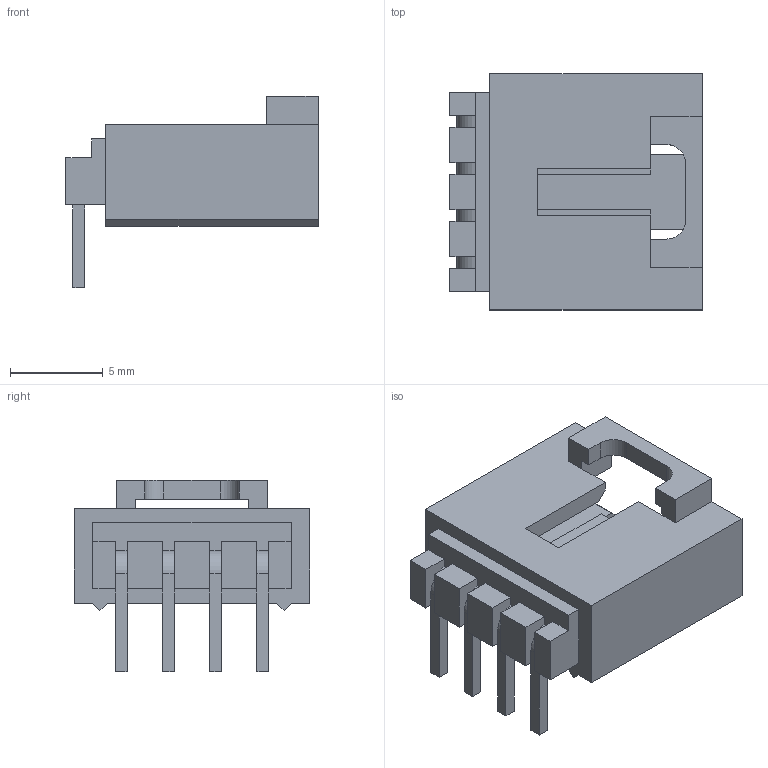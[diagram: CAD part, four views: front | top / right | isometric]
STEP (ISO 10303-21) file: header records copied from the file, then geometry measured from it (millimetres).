
FILE_DESCRIPTION(('FreeCAD Model'),'2;1');
FILE_NAME('PinHeader_1x04_P2_54mm_Horizontal_Latch.step', '2019-04-19T13:24:22',('kicad StepUp'),('ksu MCAD'), 'Open CASCADE STEP processor 7.3','FreeCAD','Unknown');
FILE_SCHEMA(('AUTOMOTIVE_DESIGN { 1 0 10303 214 1 1 1 1 }'));
Length unit declared in the file: millimetre
Products named in the file (1): PinHeader_1x04_P2_54mm_Horizontal_Latch
Bounding box: 13.59 x 12.7 x 10.29 mm (x, y, z)
Volume: 490.6 mm3; surface area: 966 mm2
Topology: 1 solids, 1 shells, 137 faces, 370 edges, 238 vertices
Faces by surface type: plane 127, cylinder 10
Entity records: 4221 total; most frequent: CARTESIAN_POINT 746, ORIENTED_EDGE 740, DIRECTION 666, EDGE_CURVE 370, LINE 350, VECTOR 350, VERTEX_POINT 238, AXIS2_PLACEMENT_3D 158
